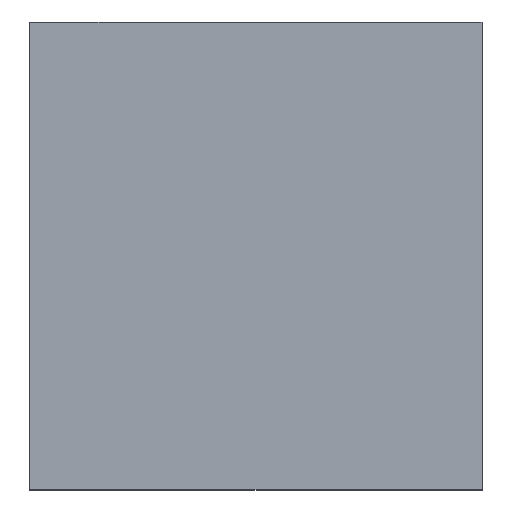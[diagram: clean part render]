
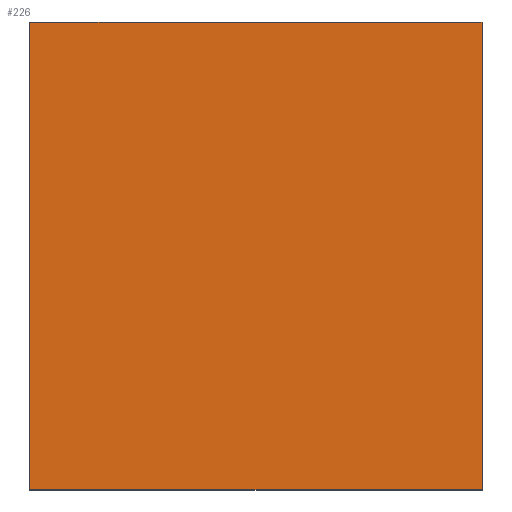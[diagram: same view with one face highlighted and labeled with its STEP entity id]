
A CAD part, top view. The second image highlights one B-rep face of the part: STEP entity #226.
In plain terms, the highlighted planar face has unit normal (0, 0, 1).
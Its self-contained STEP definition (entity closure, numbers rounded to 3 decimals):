
#42=CARTESIAN_POINT('',(280.,262.,4.));
#43=VERTEX_POINT('',#42);
#50=CARTESIAN_POINT('',(430.,262.,4.));
#51=VERTEX_POINT('',#50);
#52=CARTESIAN_POINT('',(280.,262.,4.));
#53=DIRECTION('',(1.,0.,0.));
#54=VECTOR('',#53,150.);
#55=LINE('',#52,#54);
#56=EDGE_CURVE('',#43,#51,#55,.T.);
#58=CARTESIAN_POINT('',(433.5,262.,4.));
#59=VERTEX_POINT('',#58);
#60=CARTESIAN_POINT('',(430.,262.,4.));
#61=DIRECTION('',(1.,0.,0.));
#62=VECTOR('',#61,3.5);
#63=LINE('',#60,#62);
#64=EDGE_CURVE('',#51,#59,#63,.T.);
#66=CARTESIAN_POINT('',(436.5,262.,4.));
#67=VERTEX_POINT('',#66);
#68=CARTESIAN_POINT('',(433.5,262.,4.));
#69=DIRECTION('',(1.,0.,0.));
#70=VECTOR('',#69,3.);
#71=LINE('',#68,#70);
#72=EDGE_CURVE('',#59,#67,#71,.T.);
#97=CARTESIAN_POINT('',(436.5,100.,4.));
#98=VERTEX_POINT('',#97);
#99=CARTESIAN_POINT('',(436.5,100.,4.));
#100=DIRECTION('',(0.,1.,0.));
#101=VECTOR('',#100,162.);
#102=LINE('',#99,#101);
#103=EDGE_CURVE('',#98,#67,#102,.T.);
#201=CARTESIAN_POINT('',(300.,0.,4.));
#202=DIRECTION('',(0.,0.,1.));
#203=DIRECTION('',(1.,0.,0.));
#204=AXIS2_PLACEMENT_3D('',#201,#202,#203);
#205=PLANE('',#204);
#206=CARTESIAN_POINT('',(280.,100.,4.));
#207=VERTEX_POINT('',#206);
#208=CARTESIAN_POINT('',(280.,262.,4.));
#209=DIRECTION('',(0.,-1.,0.));
#210=VECTOR('',#209,162.);
#211=LINE('',#208,#210);
#212=EDGE_CURVE('',#43,#207,#211,.T.);
#213=ORIENTED_EDGE('',*,*,#212,.T.);
#214=CARTESIAN_POINT('',(436.5,100.,4.));
#215=DIRECTION('',(-1.,0.,0.));
#216=VECTOR('',#215,156.5);
#217=LINE('',#214,#216);
#218=EDGE_CURVE('',#98,#207,#217,.T.);
#219=ORIENTED_EDGE('',*,*,#218,.F.);
#220=ORIENTED_EDGE('',*,*,#103,.T.);
#221=ORIENTED_EDGE('',*,*,#72,.F.);
#222=ORIENTED_EDGE('',*,*,#64,.F.);
#223=ORIENTED_EDGE('',*,*,#56,.F.);
#224=EDGE_LOOP('',(#213,#219,#220,#221,#222,#223));
#225=FACE_BOUND('',#224,.T.);
#226=ADVANCED_FACE('',(#225),#205,.T.);
